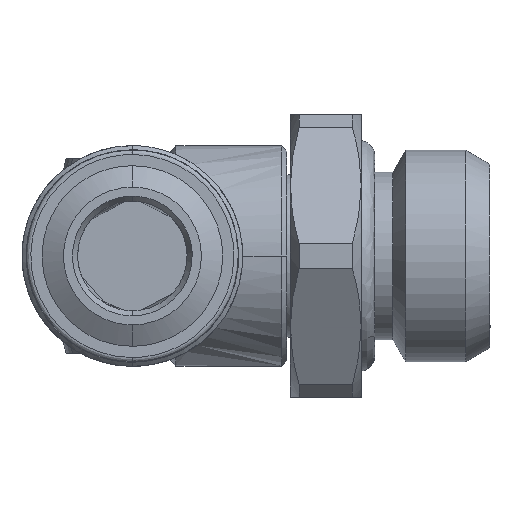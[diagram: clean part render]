
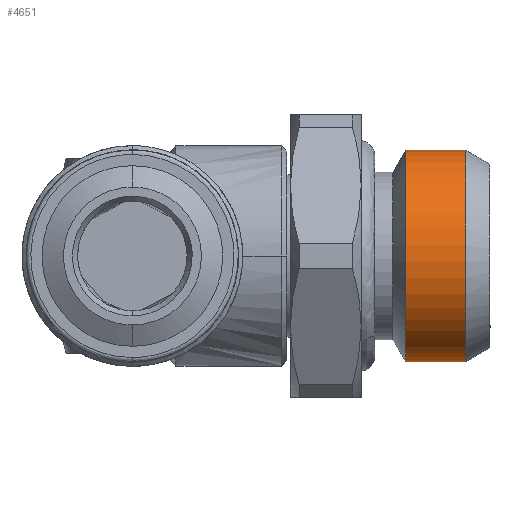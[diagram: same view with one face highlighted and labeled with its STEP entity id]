
A CAD part, left-side view. The second image highlights one B-rep face of the part: STEP entity #4651.
In plain terms, the highlighted free-form (B-spline) face has degree [1, 3] with [2, 4] control points.
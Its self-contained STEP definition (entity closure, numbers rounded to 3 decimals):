
#108 = VERTEX_POINT ( 'NONE', #3869 ) ;
#138 = CARTESIAN_POINT ( 'NONE',  ( -5.028, -66.846, 42.837 ) ) ;
#305 = EDGE_CURVE ( 'NONE', #5722, #4573, #2272, .T. ) ;
#432 =( BOUNDED_CURVE ( )  B_SPLINE_CURVE ( 3, ( #1843, #8778, #5361, #3943 ),
 .UNSPECIFIED., .F., .F. ) 
 B_SPLINE_CURVE_WITH_KNOTS ( ( 4, 4 ),
 ( -3.142, 0. ),
 .UNSPECIFIED. ) 
 CURVE ( )  GEOMETRIC_REPRESENTATION_ITEM ( )  RATIONAL_B_SPLINE_CURVE ( ( 1., 0.333, 0.333, 1. ) ) 
 REPRESENTATION_ITEM ( '' )  );
#515 = CARTESIAN_POINT ( 'NONE',  ( -5.028, -70.239, 30.837 ) ) ;
#922 = FACE_OUTER_BOUND ( 'NONE', #3553, .T. ) ;
#1059 =( BOUNDED_SURFACE ( )  B_SPLINE_SURFACE ( 1, 3, ( 
 ( #6110, #3998, #8800, #2611 ),
 ( #7456, #8088, #1215, #515 ) ),
 .UNSPECIFIED., .F., .F., .F. ) 
 B_SPLINE_SURFACE_WITH_KNOTS ( ( 2, 2 ),
 ( 4, 4 ),
 ( 0., 1. ),
 ( 0., 1. ),
 .UNSPECIFIED. ) 
 GEOMETRIC_REPRESENTATION_ITEM ( )  RATIONAL_B_SPLINE_SURFACE ( (
 ( 1., 0.333, 0.333, 1.),
 ( 1., 0.333, 0.333, 1.) ) ) 
 REPRESENTATION_ITEM ( '' )  SURFACE ( )  );
#1215 = CARTESIAN_POINT ( 'NONE',  ( -17.028, -70.239, 30.837 ) ) ;
#1239 = CARTESIAN_POINT ( 'NONE',  ( -5.028, -66.846, 42.837 ) ) ;
#1423 = B_SPLINE_CURVE_WITH_KNOTS ( 'NONE', 1,
 ( #4391, #3070 ),
 .UNSPECIFIED., .F., .F.,
 ( 2, 2 ),
 ( -1., 0. ),
 .UNSPECIFIED. ) ;
#1843 = CARTESIAN_POINT ( 'NONE',  ( -5.028, -70.239, 42.837 ) ) ;
#2272 = B_SPLINE_CURVE_WITH_KNOTS ( 'NONE', 1,
 ( #2528, #8034 ),
 .UNSPECIFIED., .F., .F.,
 ( 2, 2 ),
 ( -1., 0. ),
 .UNSPECIFIED. ) ;
#2528 = CARTESIAN_POINT ( 'NONE',  ( -5.028, -66.846, 42.837 ) ) ;
#2611 = CARTESIAN_POINT ( 'NONE',  ( -5.028, -66.846, 30.837 ) ) ;
#2884 = EDGE_CURVE ( 'NONE', #7801, #108, #1423, .T. ) ;
#3070 = CARTESIAN_POINT ( 'NONE',  ( -5.028, -66.846, 30.837 ) ) ;
#3553 = EDGE_LOOP ( 'NONE', ( #7981, #8795, #8373, #4344 ) ) ;
#3869 = CARTESIAN_POINT ( 'NONE',  ( -5.028, -66.846, 30.837 ) ) ;
#3943 = CARTESIAN_POINT ( 'NONE',  ( -5.028, -70.239, 30.837 ) ) ;
#3998 = CARTESIAN_POINT ( 'NONE',  ( -17.028, -66.846, 42.837 ) ) ;
#4146 =( BOUNDED_CURVE ( )  B_SPLINE_CURVE ( 3, ( #138, #4894, #6268, #4162 ),
 .UNSPECIFIED., .F., .T. ) 
 B_SPLINE_CURVE_WITH_KNOTS ( ( 4, 4 ),
 ( -3.142, 0. ),
 .UNSPECIFIED. ) 
 CURVE ( )  GEOMETRIC_REPRESENTATION_ITEM ( )  RATIONAL_B_SPLINE_CURVE ( ( 1., 0.333, 0.333, 1. ) ) 
 REPRESENTATION_ITEM ( '' )  );
#4162 = CARTESIAN_POINT ( 'NONE',  ( -5.028, -66.846, 30.837 ) ) ;
#4344 = ORIENTED_EDGE ( 'NONE', *, *, #305, .F. ) ;
#4391 = CARTESIAN_POINT ( 'NONE',  ( -5.028, -70.239, 30.837 ) ) ;
#4476 = EDGE_CURVE ( 'NONE', #5722, #108, #4146, .T. ) ;
#4573 = VERTEX_POINT ( 'NONE', #7303 ) ;
#4651 = ADVANCED_FACE ( 'NONE', ( #922 ), #1059, .F. ) ;
#4894 = CARTESIAN_POINT ( 'NONE',  ( -17.028, -66.846, 42.837 ) ) ;
#5361 = CARTESIAN_POINT ( 'NONE',  ( -17.028, -70.239, 30.837 ) ) ;
#5722 = VERTEX_POINT ( 'NONE', #1239 ) ;
#5869 = CARTESIAN_POINT ( 'NONE',  ( -5.028, -70.239, 30.837 ) ) ;
#6110 = CARTESIAN_POINT ( 'NONE',  ( -5.028, -66.846, 42.837 ) ) ;
#6268 = CARTESIAN_POINT ( 'NONE',  ( -17.028, -66.846, 30.837 ) ) ;
#7303 = CARTESIAN_POINT ( 'NONE',  ( -5.028, -70.239, 42.837 ) ) ;
#7456 = CARTESIAN_POINT ( 'NONE',  ( -5.028, -70.239, 42.837 ) ) ;
#7801 = VERTEX_POINT ( 'NONE', #5869 ) ;
#7981 = ORIENTED_EDGE ( 'NONE', *, *, #4476, .T. ) ;
#8034 = CARTESIAN_POINT ( 'NONE',  ( -5.028, -70.239, 42.837 ) ) ;
#8088 = CARTESIAN_POINT ( 'NONE',  ( -17.028, -70.239, 42.837 ) ) ;
#8307 = EDGE_CURVE ( 'NONE', #4573, #7801, #432, .T. ) ;
#8373 = ORIENTED_EDGE ( 'NONE', *, *, #8307, .F. ) ;
#8778 = CARTESIAN_POINT ( 'NONE',  ( -17.028, -70.239, 42.837 ) ) ;
#8795 = ORIENTED_EDGE ( 'NONE', *, *, #2884, .F. ) ;
#8800 = CARTESIAN_POINT ( 'NONE',  ( -17.028, -66.846, 30.837 ) ) ;
